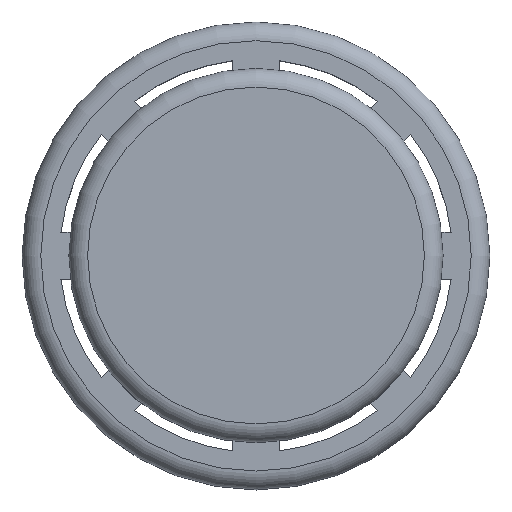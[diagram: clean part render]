
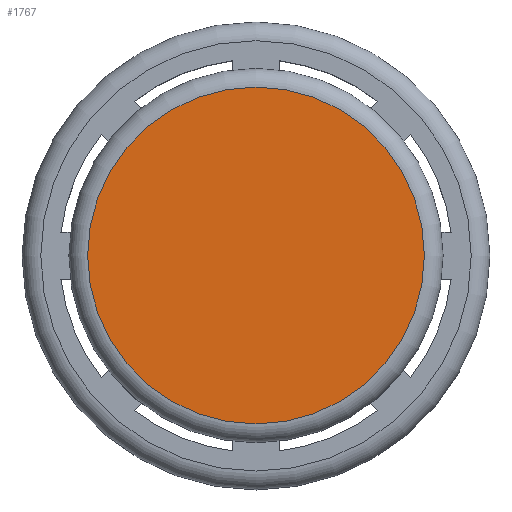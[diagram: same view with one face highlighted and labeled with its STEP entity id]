
A CAD part, top view. The second image highlights one B-rep face of the part: STEP entity #1767.
In plain terms, the highlighted planar face has unit normal (0, 0, 1).
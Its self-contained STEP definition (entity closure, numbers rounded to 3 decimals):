
#75=PLANE('',#1967);
#212=FACE_OUTER_BOUND('',#312,.T.);
#312=EDGE_LOOP('',(#1653));
#679=CIRCLE('',#1961,18.);
#857=VERTEX_POINT('',#3284);
#1120=EDGE_CURVE('',#857,#857,#679,.T.);
#1653=ORIENTED_EDGE('',*,*,#1120,.F.);
#1767=ADVANCED_FACE('',(#212),#75,.T.);
#1961=AXIS2_PLACEMENT_3D('',#3285,#2458,#2459);
#1967=AXIS2_PLACEMENT_3D('',#3295,#2471,#2472);
#2458=DIRECTION('center_axis',(0.,0.,-1.));
#2459=DIRECTION('ref_axis',(-1.,0.,0.));
#2471=DIRECTION('center_axis',(0.,0.,1.));
#2472=DIRECTION('ref_axis',(-1.,0.,0.));
#3284=CARTESIAN_POINT('',(67.,0.,36.));
#3285=CARTESIAN_POINT('Origin',(85.,0.,36.));
#3295=CARTESIAN_POINT('Origin',(85.,0.,36.));
